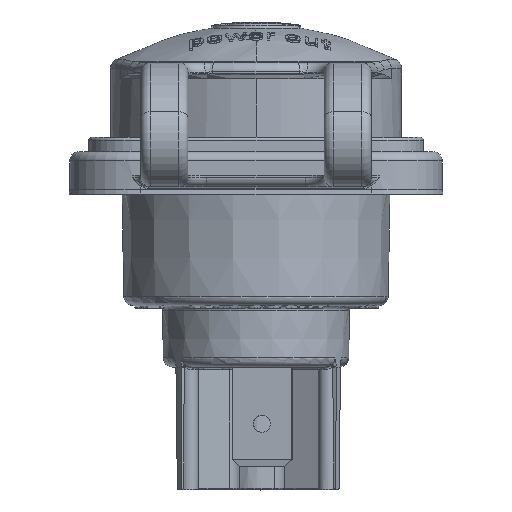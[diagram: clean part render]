
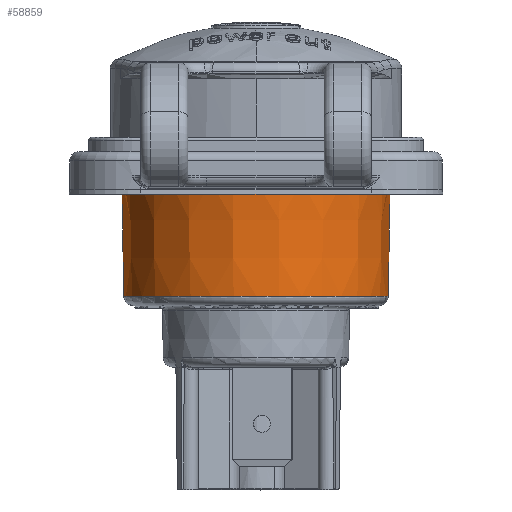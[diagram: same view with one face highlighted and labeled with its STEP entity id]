
A CAD part, front view. The second image highlights one B-rep face of the part: STEP entity #58859.
In plain terms, the highlighted conical face has half-angle 1 degrees and reference radius 14.091 mm.
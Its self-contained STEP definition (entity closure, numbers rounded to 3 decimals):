
#41591=CARTESIAN_POINT('',(0.,1.397,0.));
#41592=DIRECTION('',(0.,1.,0.));
#41593=DIRECTION('',(-1.,0.,0.));
#41594=AXIS2_PLACEMENT_3D('',#41591,#41592,#41593);
#41596=CARTESIAN_POINT('',(0.,1.397,0.));
#41597=DIRECTION('',(0.,1.,0.));
#41598=DIRECTION('',(1.,0.,0.009));
#41599=AXIS2_PLACEMENT_3D('',#41596,#41597,#41598);
#41606=DIRECTION('',(0.017,-1.,0.));
#41607=VECTOR('',#41606,12.123);
#41608=CARTESIAN_POINT('',(13.985,13.517,
0.));
#41609=LINE('',#41608,#41607);
#41610=DIRECTION('',(-0.017,-1.,0.));
#41611=VECTOR('',#41610,12.123);
#41612=CARTESIAN_POINT('',(-13.985,13.517,0.));
#41613=LINE('',#41612,#41611);
#43396=CARTESIAN_POINT('',(0.,13.517,0.));
#43397=DIRECTION('',(0.,-1.,0.));
#43398=DIRECTION('',(1.,0.,0.));
#43399=AXIS2_PLACEMENT_3D('',#43396,#43397,#43398);
#43401=CARTESIAN_POINT('',(0.,13.517,0.));
#43402=DIRECTION('',(0.,-1.,0.));
#43403=DIRECTION('',(1.,0.,0.009));
#43404=AXIS2_PLACEMENT_3D('',#43401,#43402,#43403);
#55257=CARTESIAN_POINT('',(14.197,1.397,0.));
#55258=VERTEX_POINT('',#55257);
#55261=CARTESIAN_POINT('',(-14.197,1.397,0.));
#55262=VERTEX_POINT('',#55261);
#55263=CARTESIAN_POINT('',(14.196,1.397,
0.124));
#55264=VERTEX_POINT('',#55263);
#55265=CARTESIAN_POINT('',(-13.985,13.517,0.));
#55266=VERTEX_POINT('',#55265);
#55267=CARTESIAN_POINT('',(13.984,13.517,
0.122));
#55268=VERTEX_POINT('',#55267);
#55269=CARTESIAN_POINT('',(13.985,13.517,
0.));
#55270=VERTEX_POINT('',#55269);
#58842=CARTESIAN_POINT('',(0.,7.457,0.));
#58843=DIRECTION('',(0.,-1.,0.));
#58844=DIRECTION('',(-1.,0.,0.));
#58845=AXIS2_PLACEMENT_3D('',#58842,#58843,#58844);
#58846=CONICAL_SURFACE('',#58845,14.091,1.);
#58847=ORIENTED_EDGE('',*,*,#58836,.F.);
#58848=ORIENTED_EDGE('',*,*,#58834,.F.);
#58850=ORIENTED_EDGE('',*,*,#58849,.F.);
#58852=ORIENTED_EDGE('',*,*,#58851,.F.);
#58854=ORIENTED_EDGE('',*,*,#58853,.F.);
#58856=ORIENTED_EDGE('',*,*,#58855,.T.);
#58857=EDGE_LOOP('',(#58847,#58848,#58850,#58852,#58854,#58856));
#58858=FACE_OUTER_BOUND('',#58857,.F.);
#41595=CIRCLE('',#41594,14.197);
#41600=CIRCLE('',#41599,14.197);
#43400=CIRCLE('',#43399,13.985);
#43405=CIRCLE('',#43404,13.985);
#58834=EDGE_CURVE('',#55262,#55264,#41595,.T.);
#58836=EDGE_CURVE('',#55264,#55258,#41600,.T.);
#58849=EDGE_CURVE('',#55266,#55262,#41613,.T.);
#58851=EDGE_CURVE('',#55268,#55266,#43405,.T.);
#58853=EDGE_CURVE('',#55270,#55268,#43400,.T.);
#58855=EDGE_CURVE('',#55270,#55258,#41609,.T.);
#58859=ADVANCED_FACE('',(#58858),#58846,.T.);
